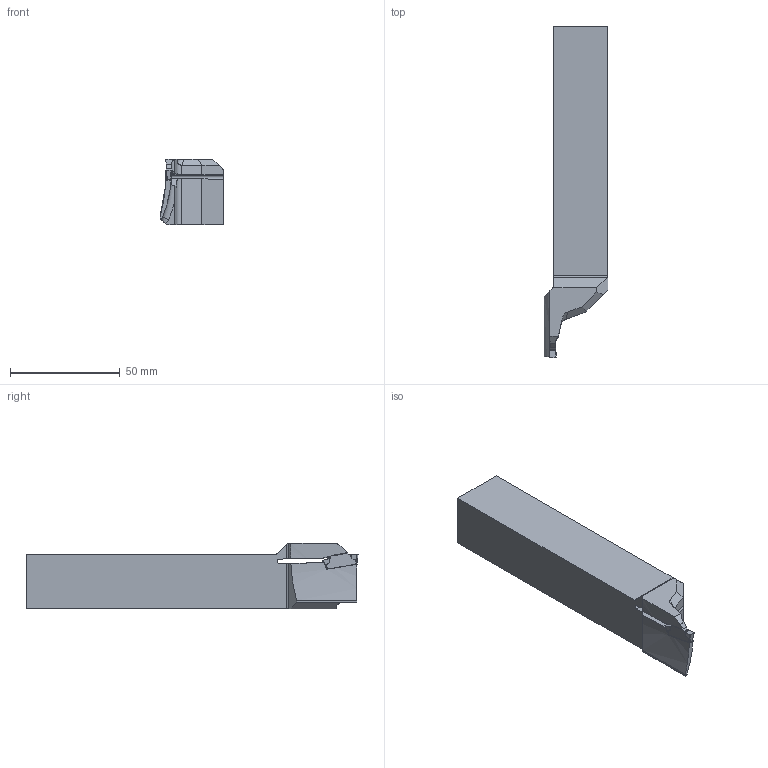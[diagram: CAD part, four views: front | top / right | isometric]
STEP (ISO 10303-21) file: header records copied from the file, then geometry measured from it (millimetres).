
FILE_DESCRIPTION(/* description */ (''),/* implementation_level */ '2;1');
FILE_NAME(/* name */ 'GFIL2525M03R170110_A_115014120ndi000_00_SIM.stp',/* time_stamp */ '2021-10-13T14:57:11+02:00',/* author */ (''),/* organization */ (''),/* preprocessor_version */ 'ST-DEVELOPER v16.7',/* originating_system */ 'SIEMENS PLM Software NX 12.0',/* authorisation */ '');
FILE_SCHEMA (('AUTOMOTIVE_DESIGN { 1 0 10303 214 3 1 1 1 }'));
Length unit declared in the file: millimetre
Products named in the file (1): fo3443982938wv7w
Bounding box: 29 x 151 x 30 mm (x, y, z)
Volume: 83530 mm3; surface area: 16356.1 mm2
Topology: 2 solids, 2 shells, 119 faces, 338 edges, 219 vertices
Faces by surface type: plane 56, bspline 32, cylinder 28, torus 3
Entity records: 5145 total; most frequent: CARTESIAN_POINT 2303, ORIENTED_EDGE 668, DIRECTION 481, EDGE_CURVE 334, VERTEX_POINT 219, AXIS2_PLACEMENT_3D 172, LINE 137, VECTOR 137
